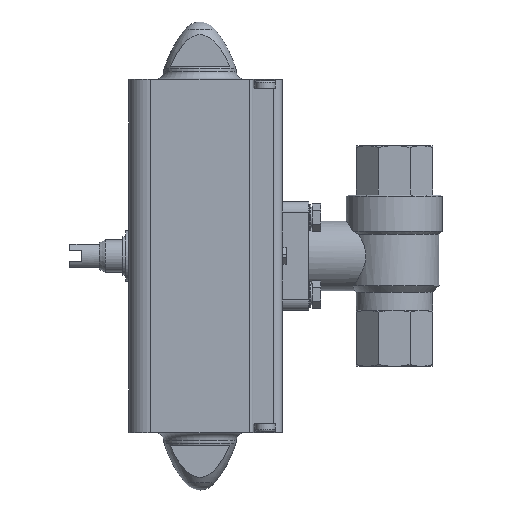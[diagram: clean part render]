
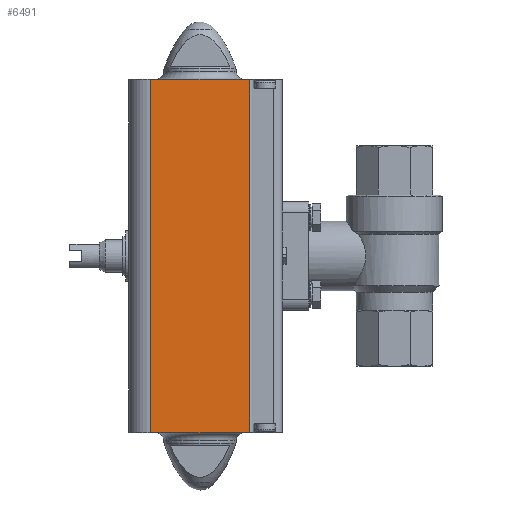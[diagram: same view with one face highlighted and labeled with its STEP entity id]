
A CAD part, left-side view. The second image highlights one B-rep face of the part: STEP entity #6491.
In plain terms, the highlighted planar face has unit normal (-1, 0, 0).
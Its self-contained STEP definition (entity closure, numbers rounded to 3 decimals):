
#289=PLANE('',#7012);
#560=LINE('',#9778,#1106);
#566=LINE('',#9895,#1112);
#567=LINE('',#9897,#1113);
#568=LINE('',#9899,#1114);
#1106=VECTOR('',#7792,1000.);
#1112=VECTOR('',#7828,1000.);
#1113=VECTOR('',#7829,1000.);
#1114=VECTOR('',#7830,1000.);
#1718=ORIENTED_EDGE('',*,*,#3524,.T.);
#1719=ORIENTED_EDGE('',*,*,#3525,.F.);
#1720=ORIENTED_EDGE('',*,*,#3526,.F.);
#1721=ORIENTED_EDGE('',*,*,#3501,.T.);
#3501=EDGE_CURVE('',#4400,#4399,#560,.T.);
#3524=EDGE_CURVE('',#4399,#4422,#566,.T.);
#3525=EDGE_CURVE('',#4423,#4422,#567,.T.);
#3526=EDGE_CURVE('',#4400,#4423,#568,.T.);
#4399=VERTEX_POINT('',#9777);
#4400=VERTEX_POINT('',#9779);
#4422=VERTEX_POINT('',#9896);
#4423=VERTEX_POINT('',#9898);
#5290=EDGE_LOOP('',(#1718,#1719,#1720,#1721));
#5843=FACE_BOUND('',#5290,.T.);
#6491=ADVANCED_FACE('',(#5843),#289,.F.);
#7012=AXIS2_PLACEMENT_3D('',#9894,#7826,#7827);
#7792=DIRECTION('',(0.,0.,-1.));
#7826=DIRECTION('',(1.,0.,0.));
#7827=DIRECTION('',(0.,0.,-1.));
#7828=DIRECTION('',(0.,-1.,0.));
#7829=DIRECTION('',(0.,0.,-1.));
#7830=DIRECTION('',(0.,-1.,0.));
#9777=CARTESIAN_POINT('',(-24.2,16.8,-60.));
#9778=CARTESIAN_POINT('',(-24.2,16.8,60.));
#9779=CARTESIAN_POINT('',(-24.2,16.8,60.));
#9894=CARTESIAN_POINT('',(-24.2,16.8,60.));
#9895=CARTESIAN_POINT('',(-24.2,16.8,-60.));
#9896=CARTESIAN_POINT('',(-24.2,-16.8,-60.));
#9897=CARTESIAN_POINT('',(-24.2,-16.8,60.));
#9898=CARTESIAN_POINT('',(-24.2,-16.8,60.));
#9899=CARTESIAN_POINT('',(-24.2,16.8,60.));
